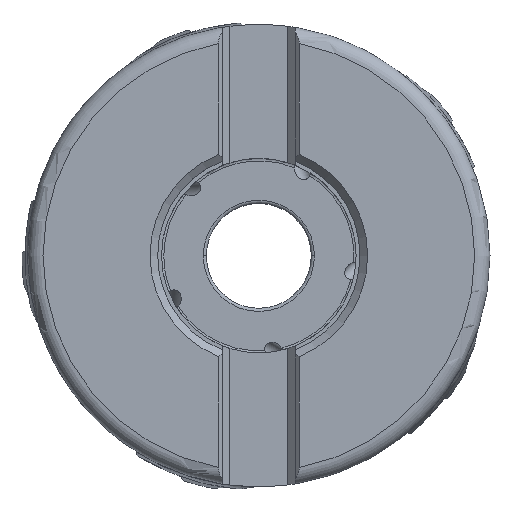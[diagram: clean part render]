
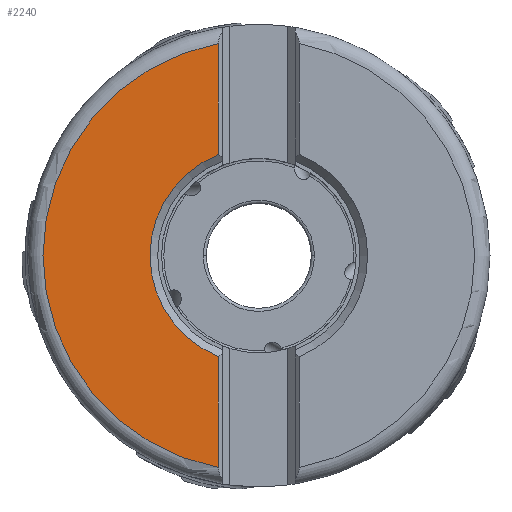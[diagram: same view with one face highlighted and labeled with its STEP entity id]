
A CAD part, top view. The second image highlights one B-rep face of the part: STEP entity #2240.
In plain terms, the highlighted planar face has unit normal (0, 0, 1).
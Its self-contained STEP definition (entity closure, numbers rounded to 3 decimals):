
#692=FACE_OUTER_BOUND('',#3222,.T.);
#2240=ADVANCED_FACE('',(#692),#2907,.T.);
#2907=PLANE('',#14057);
#3222=EDGE_LOOP('',(#5866,#5867,#5868,#5869));
#3962=LINE('',#22059,#4577);
#3979=LINE('',#22218,#4594);
#4577=VECTOR('',#15986,1.);
#4594=VECTOR('',#16071,1.);
#5866=ORIENTED_EDGE('',*,*,#11220,.F.);
#5867=ORIENTED_EDGE('',*,*,#11268,.T.);
#5868=ORIENTED_EDGE('',*,*,#11266,.F.);
#5869=ORIENTED_EDGE('',*,*,#11222,.T.);
#9715=VERTEX_POINT('',#22045);
#9716=VERTEX_POINT('',#22047);
#9717=VERTEX_POINT('',#22060);
#9743=VERTEX_POINT('',#22210);
#11220=EDGE_CURVE('',#9715,#9716,#13007,.T.);
#11222=EDGE_CURVE('',#9717,#9716,#3962,.T.);
#11266=EDGE_CURVE('',#9717,#9743,#13023,.T.);
#11268=EDGE_CURVE('',#9715,#9743,#3979,.T.);
#13007=CIRCLE('',#14020,28.163);
#13023=CIRCLE('',#14054,14.2);
#14020=AXIS2_PLACEMENT_3D('',#22046,#15982,#15983);
#14054=AXIS2_PLACEMENT_3D('',#22209,#16067,#16068);
#14057=AXIS2_PLACEMENT_3D('',#22220,#16074,#16075);
#15982=DIRECTION('',(0.,0.,-1.));
#15983=DIRECTION('',(-0.187,-0.982,0.));
#15986=DIRECTION('',(0.,1.,0.));
#16067=DIRECTION('',(0.,0.,1.));
#16068=DIRECTION('',(-0.371,0.929,0.));
#16071=DIRECTION('',(0.,1.,0.));
#16074=DIRECTION('',(0.,0.,1.));
#16075=DIRECTION('',(-1.,0.,0.));
#22045=CARTESIAN_POINT('',(-5.262,-27.666,0.));
#22046=CARTESIAN_POINT('',(0.,0.,0.));
#22047=CARTESIAN_POINT('',(-5.262,27.666,0.));
#22059=CARTESIAN_POINT('',(-5.263,13.189,0.));
#22060=CARTESIAN_POINT('',(-5.263,13.189,0.));
#22209=CARTESIAN_POINT('',(0.,0.,0.));
#22210=CARTESIAN_POINT('',(-5.263,-13.189,0.));
#22218=CARTESIAN_POINT('',(-5.262,-27.666,0.));
#22220=CARTESIAN_POINT('',(-16.712,0.,0.));
